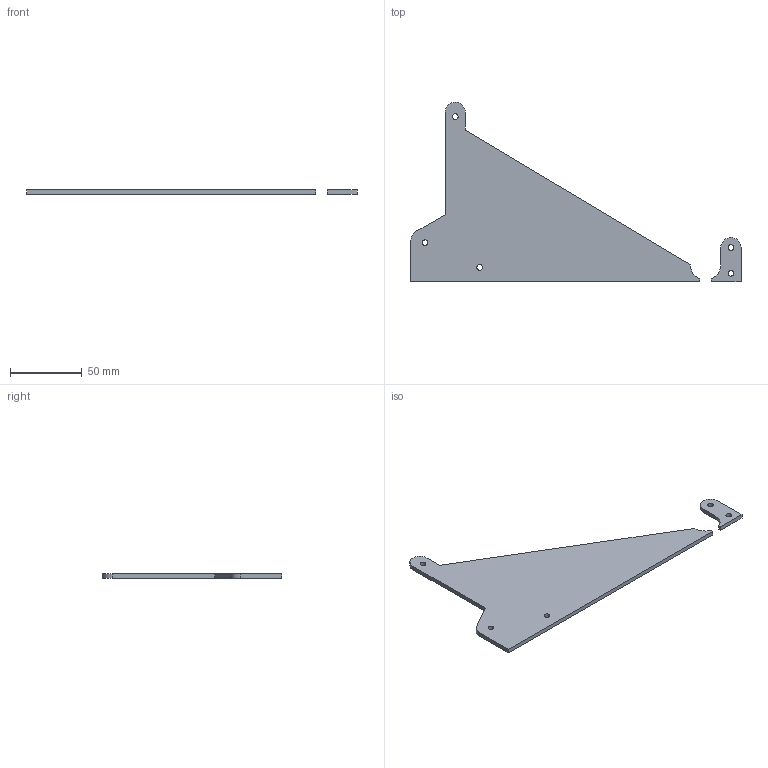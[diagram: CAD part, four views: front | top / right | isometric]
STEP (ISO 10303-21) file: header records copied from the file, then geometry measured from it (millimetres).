
FILE_DESCRIPTION(/* description */ (''),/* implementation_level */ '2;1');
FILE_NAME(/* name */ 'BR-02-linepath.stp',/* time_stamp */ '2021-07-14T21:44:52+01:00',/* author */ ('hobly'),/* organization */ (''),/* preprocessor_version */ 'ST-DEVELOPER v18',/* originating_system */ 'Autodesk Inventor 2020',/* authorisation */ '');
FILE_SCHEMA (('AUTOMOTIVE_DESIGN { 1 0 10303 214 3 1 1 }'));
Length unit declared in the file: millimetre
Products named in the file (1): 2linepath
Bounding box: 230.53 x 125.3 x 3 mm (x, y, z)
Volume: 37041.2 mm3; surface area: 26858.9 mm2
Topology: 2 solids, 2 shells, 25 faces, 77 edges, 69 vertices
Faces by surface type: plane 15, cylinder 10
Full cylindrical faces by diameter (mm): 4 x5
Entity records: 888 total; most frequent: CARTESIAN_POINT 159, DIRECTION 139, ORIENTED_EDGE 126, EDGE_CURVE 63, AXIS2_PLACEMENT_3D 48, LINE 43, VECTOR 43, VERTEX_POINT 42
